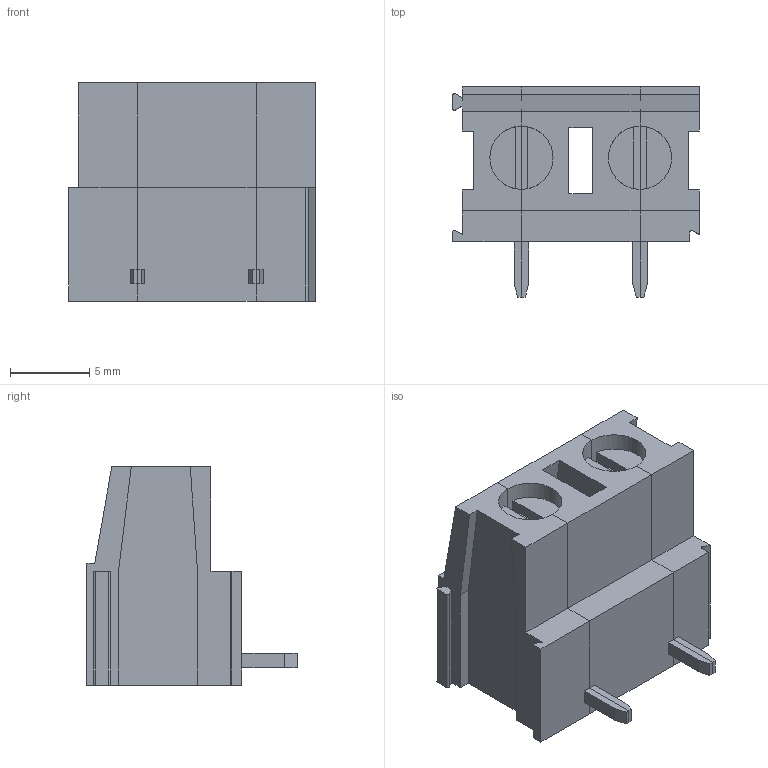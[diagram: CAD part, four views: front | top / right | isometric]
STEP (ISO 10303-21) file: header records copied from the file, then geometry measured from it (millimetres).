
FILE_DESCRIPTION( ( 'Unknown' ), '1' );
FILE_NAME( '691216900002.stp', 'Unknown', ( 'Unknown' ), ( 'Unknown' ), 'PSStep 18.0.17', 'Unknown', ' ' );
FILE_SCHEMA( ( 'AUTOMOTIVE_DESIGN { 1 0 10303 214 1 1 1 1 }' ) );
Length unit declared in the file: millimetre
Products named in the file (4): Assem1; CLL7.5SQ_DX; CLL7.5SQ_CNT; CLL7.5SQ_SX
Assembly tree (3 placements, depth 2):
  Assem1
    CLL7.5SQ_DX
    CLL7.5SQ_CNT
    CLL7.5SQ_SX
Bounding box: 15.6 x 13.3 x 13.8 mm (x, y, z)
Volume: 1371.9 mm3; surface area: 1769.3 mm2
Topology: 3 solids, 3 shells, 164 faces, 466 edges, 308 vertices
Faces by surface type: plane 152, cylinder 12
Entity records: 6624 total; most frequent: CARTESIAN_POINT 942, ORIENTED_EDGE 932, DIRECTION 834, EDGE_CURVE 466, LINE 434, VECTOR 434, VERTEX_POINT 308, AXIS2_PLACEMENT_3D 200
